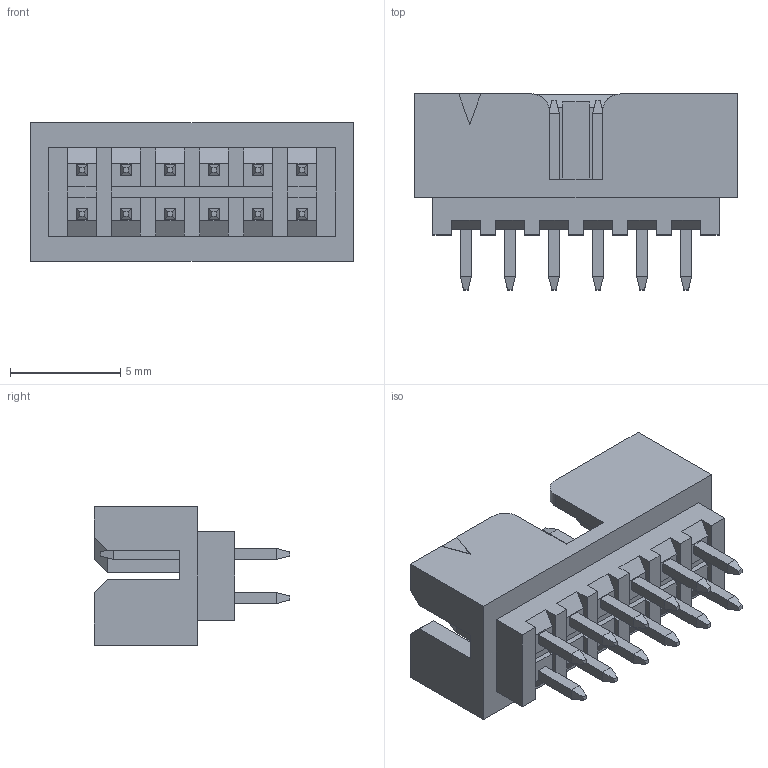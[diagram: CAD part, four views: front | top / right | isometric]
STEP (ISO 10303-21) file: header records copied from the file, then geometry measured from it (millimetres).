
FILE_DESCRIPTION((''),'2;1');
FILE_NAME('878311220','2014-01-31T',('me'),(''),'PRO/ENGINEER BY PARAMETRIC TECHNOLOGY CORPORATION, 2011490','PRO/ENGINEER BY PARAMETRIC TECHNOLOGY CORPORATION, 2011490','');
FILE_SCHEMA(('CONFIG_CONTROL_DESIGN'));
Length unit declared in the file: millimetre
Products named in the file (1): 878311220
Bounding box: 14.65 x 8.9 x 6.3 mm (x, y, z)
Volume: 265.7 mm3; surface area: 713.1 mm2
Topology: 1 solids, 1 shells, 359 faces, 916 edges, 584 vertices
Faces by surface type: plane 357, cylinder 2
Entity records: 10531 total; most frequent: CARTESIAN_POINT 1846, ORIENTED_EDGE 1784, DIRECTION 1662, EDGE_CURVE 892, VECTOR 886, LINE 886, VERTEX_POINT 560, AXIS2_PLACEMENT_3D 388
